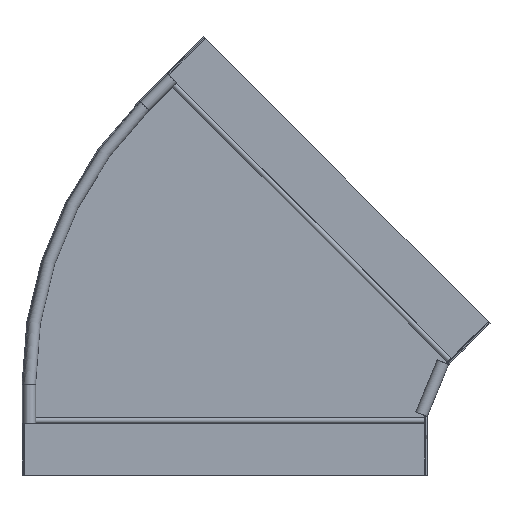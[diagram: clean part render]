
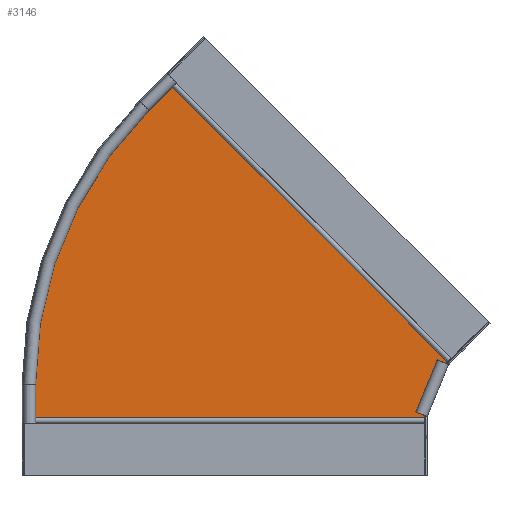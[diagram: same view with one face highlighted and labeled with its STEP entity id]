
A CAD part, top view. The second image highlights one B-rep face of the part: STEP entity #3146.
In plain terms, the highlighted planar face has unit normal (0, 0, 1).
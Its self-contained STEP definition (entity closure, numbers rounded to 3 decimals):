
#2651=DIRECTION('',(0.383,0.924,0.));
#2652=VECTOR('',#2651,57.822);
#2653=CARTESIAN_POINT('',(0.,58.485,0.));
#2654=LINE('',#2653,#2652);
#2655=CARTESIAN_POINT('',(-1.501,90.4,0.));
#2656=DIRECTION('',(0.,0.,1.));
#2657=DIRECTION('',(-0.707,0.707,0.));
#2658=AXIS2_PLACEMENT_3D('',#2655,#2656,#2657);
#2660=DIRECTION('',(-0.707,-0.707,0.));
#2661=VECTOR('',#2660,33.072);
#2662=CARTESIAN_POINT('',(-258.836,394.506,
0.));
#2663=LINE('',#2662,#2661);
#2664=DIRECTION('',(-0.707,0.707,0.));
#2665=VECTOR('',#2664,398.5);
#2666=CARTESIAN_POINT('',(22.946,112.724,
0.));
#2667=LINE('',#2666,#2665);
#2668=DIRECTION('',(0.707,0.707,0.));
#2669=VECTOR('',#2668,1.157);
#2670=CARTESIAN_POINT('',(22.128,111.906,0.));
#2671=LINE('',#2670,#2669);
#2697=DIRECTION('',(0.,-1.,0.));
#2698=VECTOR('',#2697,1.157);
#2699=CARTESIAN_POINT('',(0.,58.485,0.));
#2700=LINE('',#2699,#2698);
#2747=DIRECTION('',(0.,1.,0.));
#2748=VECTOR('',#2747,33.072);
#2749=CARTESIAN_POINT('',(-398.5,57.328,0.));
#2750=LINE('',#2749,#2748);
#2844=DIRECTION('',(-1.,0.,0.));
#2845=VECTOR('',#2844,398.5);
#2846=CARTESIAN_POINT('',(0.,57.328,0.));
#2847=LINE('',#2846,#2845);
#2909=CARTESIAN_POINT('',(0.,58.485,0.));
#2911=VERTEX_POINT('',#2909);
#2912=CARTESIAN_POINT('',(0.,57.328,0.));
#2913=VERTEX_POINT('',#2912);
#2914=CARTESIAN_POINT('',(-282.222,371.121,0.));
#2916=VERTEX_POINT('',#2914);
#2918=CARTESIAN_POINT('',(-258.836,394.506,
0.));
#2920=VERTEX_POINT('',#2918);
#2926=CARTESIAN_POINT('',(22.128,111.906,0.));
#2927=VERTEX_POINT('',#2926);
#2932=CARTESIAN_POINT('',(-398.5,57.328,0.));
#2933=CARTESIAN_POINT('',(-398.5,90.4,0.));
#2934=VERTEX_POINT('',#2932);
#2935=VERTEX_POINT('',#2933);
#2949=CARTESIAN_POINT('',(22.946,112.724,
0.));
#2950=VERTEX_POINT('',#2949);
#3125=CARTESIAN_POINT('',(-1.501,90.4,0.));
#3126=DIRECTION('',(0.,0.,-1.));
#3127=DIRECTION('',(-1.,0.,0.));
#3128=AXIS2_PLACEMENT_3D('',#3125,#3126,#3127);
#3129=PLANE('',#3128);
#3131=ORIENTED_EDGE('',*,*,#3130,.F.);
#3133=ORIENTED_EDGE('',*,*,#3132,.T.);
#3135=ORIENTED_EDGE('',*,*,#3134,.T.);
#3137=ORIENTED_EDGE('',*,*,#3136,.T.);
#3139=ORIENTED_EDGE('',*,*,#3138,.F.);
#3141=ORIENTED_EDGE('',*,*,#3140,.F.);
#3142=ORIENTED_EDGE('',*,*,#3117,.F.);
#3143=ORIENTED_EDGE('',*,*,#3057,.F.);
#3144=EDGE_LOOP('',(#3131,#3133,#3135,#3137,#3139,#3141,#3142,#3143));
#3145=FACE_OUTER_BOUND('',#3144,.F.);
#3146=ADVANCED_FACE('',(#3145),#3129,.F.);
#2659=CIRCLE('',#2658,396.999);
#3057=EDGE_CURVE('',#2927,#2950,#2671,.T.);
#3117=EDGE_CURVE('',#2950,#2920,#2667,.T.);
#3130=EDGE_CURVE('',#2911,#2927,#2654,.T.);
#3132=EDGE_CURVE('',#2911,#2913,#2700,.T.);
#3134=EDGE_CURVE('',#2913,#2934,#2847,.T.);
#3136=EDGE_CURVE('',#2934,#2935,#2750,.T.);
#3138=EDGE_CURVE('',#2916,#2935,#2659,.T.);
#3140=EDGE_CURVE('',#2920,#2916,#2663,.T.);
